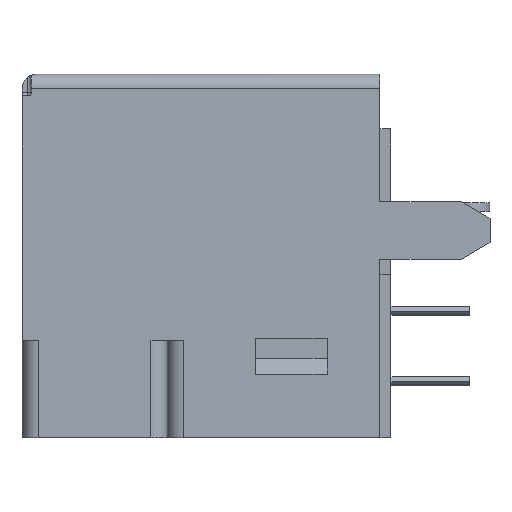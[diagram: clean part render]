
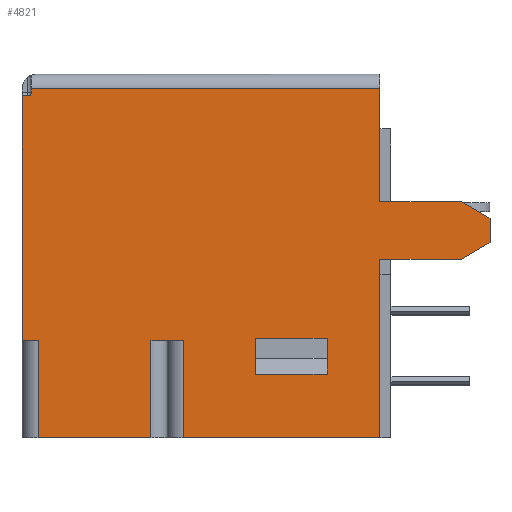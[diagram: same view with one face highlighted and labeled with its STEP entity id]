
A CAD part, left-side view. The second image highlights one B-rep face of the part: STEP entity #4821.
In plain terms, the highlighted planar face has unit normal (-1, 0, 0).
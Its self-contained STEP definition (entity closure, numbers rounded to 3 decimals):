
#134=DIRECTION('',(0.,0.,-1.));
#135=VECTOR('',#134,1.27);
#136=CARTESIAN_POINT('',(-7.,-4.267,-9.312));
#137=LINE('',#136,#135);
#138=DIRECTION('',(0.,1.,0.));
#139=VECTOR('',#138,2.54);
#140=CARTESIAN_POINT('',(-7.,-4.267,-9.312));
#141=LINE('',#140,#139);
#142=DIRECTION('',(0.,0.,-1.));
#143=VECTOR('',#142,1.27);
#144=CARTESIAN_POINT('',(-7.,-1.727,-9.312));
#145=LINE('',#144,#143);
#146=DIRECTION('',(0.,1.,0.));
#147=VECTOR('',#146,2.54);
#148=CARTESIAN_POINT('',(-7.,-4.267,-10.582));
#149=LINE('',#148,#147);
#150=DIRECTION('',(0.,1.,0.));
#151=VECTOR('',#150,12.299);
#152=CARTESIAN_POINT('',(-7.,-6.126,-0.508));
#153=LINE('',#152,#151);
#154=DIRECTION('',(0.,-1.,0.));
#155=VECTOR('',#154,2.87);
#156=CARTESIAN_POINT('',(-7.,-6.126,-4.496));
#157=LINE('',#156,#155);
#158=DIRECTION('',(0.,-0.866,-0.5));
#159=VECTOR('',#158,1.173);
#160=CARTESIAN_POINT('',(-7.,-8.997,-4.496));
#161=LINE('',#160,#159);
#162=DIRECTION('',(0.,0.,-1.));
#163=VECTOR('',#162,0.859);
#164=CARTESIAN_POINT('',(-7.,-10.013,-5.082));
#165=LINE('',#164,#163);
#166=DIRECTION('',(0.,0.866,-0.5));
#167=VECTOR('',#166,1.173);
#168=CARTESIAN_POINT('',(-7.,-10.013,-5.941));
#169=LINE('',#168,#167);
#170=DIRECTION('',(0.,1.,0.));
#171=VECTOR('',#170,2.87);
#172=CARTESIAN_POINT('',(-7.,-8.997,-6.528));
#173=LINE('',#172,#171);
#174=DIRECTION('',(0.,1.,0.));
#175=VECTOR('',#174,6.929);
#176=CARTESIAN_POINT('',(-7.,-6.126,-12.827));
#177=LINE('',#176,#175);
#178=DIRECTION('',(0.,0.,-1.));
#179=VECTOR('',#178,3.429);
#180=CARTESIAN_POINT('',(-7.,0.803,-9.398));
#181=LINE('',#180,#179);
#182=DIRECTION('',(0.,1.,0.));
#183=VECTOR('',#182,1.148);
#184=CARTESIAN_POINT('',(-7.,0.803,-9.398));
#185=LINE('',#184,#183);
#186=DIRECTION('',(0.,0.,-1.));
#187=VECTOR('',#186,3.429);
#188=CARTESIAN_POINT('',(-7.,1.951,-9.398));
#189=LINE('',#188,#187);
#190=DIRECTION('',(0.,1.,0.));
#191=VECTOR('',#190,3.978);
#192=CARTESIAN_POINT('',(-7.,1.951,-12.827));
#193=LINE('',#192,#191);
#194=DIRECTION('',(0.,0.,-1.));
#195=VECTOR('',#194,3.429);
#196=CARTESIAN_POINT('',(-7.,5.928,-9.398));
#197=LINE('',#196,#195);
#198=DIRECTION('',(0.,-1.,0.));
#199=VECTOR('',#198,0.574);
#200=CARTESIAN_POINT('',(-7.,6.502,-9.398));
#201=LINE('',#200,#199);
#202=DIRECTION('',(0.,0.,1.));
#203=VECTOR('',#202,8.636);
#204=CARTESIAN_POINT('',(-7.,6.502,-9.398));
#205=LINE('',#204,#203);
#206=DIRECTION('',(0.,-1.,0.));
#207=VECTOR('',#206,0.203);
#208=CARTESIAN_POINT('',(-7.,6.502,-0.762));
#209=LINE('',#208,#207);
#210=DIRECTION('',(0.,0.,-1.));
#211=VECTOR('',#210,0.127);
#212=CARTESIAN_POINT('',(-7.,6.172,-0.508));
#213=LINE('',#212,#211);
#270=CARTESIAN_POINT('',(-7.,6.299,-0.635));
#271=DIRECTION('',(1.,0.,0.));
#272=DIRECTION('',(0.,-1.,0.));
#273=AXIS2_PLACEMENT_3D('',#270,#271,#272);
#601=DIRECTION('',(0.,0.,1.));
#602=VECTOR('',#601,6.299);
#603=CARTESIAN_POINT('',(-7.,-6.126,-12.827));
#604=LINE('',#603,#602);
#617=DIRECTION('',(0.,0.,1.));
#618=VECTOR('',#617,3.988);
#619=CARTESIAN_POINT('',(-7.,-6.126,-4.496));
#620=LINE('',#619,#618);
#3819=CARTESIAN_POINT('',(-7.,-6.126,-12.827));
#3820=VERTEX_POINT('',#3819);
#3887=CARTESIAN_POINT('',(-7.,0.803,-9.398));
#3888=CARTESIAN_POINT('',(-7.,1.951,-9.398));
#3889=VERTEX_POINT('',#3887);
#3890=VERTEX_POINT('',#3888);
#3891=CARTESIAN_POINT('',(-7.,0.803,-12.827));
#3892=VERTEX_POINT('',#3891);
#3893=CARTESIAN_POINT('',(-7.,1.951,-12.827));
#3894=VERTEX_POINT('',#3893);
#3947=CARTESIAN_POINT('',(-7.,-8.997,-4.496));
#3948=CARTESIAN_POINT('',(-7.,-10.013,-5.082));
#3949=VERTEX_POINT('',#3947);
#3950=VERTEX_POINT('',#3948);
#3951=CARTESIAN_POINT('',(-7.,-10.013,-5.941));
#3952=VERTEX_POINT('',#3951);
#3953=CARTESIAN_POINT('',(-7.,-8.997,-6.528));
#3954=VERTEX_POINT('',#3953);
#3963=CARTESIAN_POINT('',(-7.,-6.126,-4.496));
#3964=VERTEX_POINT('',#3963);
#3965=CARTESIAN_POINT('',(-7.,-6.126,-6.528));
#3966=VERTEX_POINT('',#3965);
#4037=CARTESIAN_POINT('',(-7.,6.502,-9.398));
#4038=CARTESIAN_POINT('',(-7.,5.928,-9.398));
#4039=VERTEX_POINT('',#4037);
#4040=VERTEX_POINT('',#4038);
#4041=CARTESIAN_POINT('',(-7.,5.928,-12.827));
#4042=VERTEX_POINT('',#4041);
#4057=CARTESIAN_POINT('',(-7.,6.502,-0.762));
#4058=VERTEX_POINT('',#4057);
#4062=CARTESIAN_POINT('',(-7.,6.299,-0.762));
#4064=VERTEX_POINT('',#4062);
#4066=CARTESIAN_POINT('',(-7.,6.172,-0.635));
#4068=VERTEX_POINT('',#4066);
#4110=CARTESIAN_POINT('',(-7.,6.172,-0.508));
#4112=VERTEX_POINT('',#4110);
#4116=CARTESIAN_POINT('',(-7.,-6.126,-0.508));
#4117=VERTEX_POINT('',#4116);
#4302=CARTESIAN_POINT('',(-7.,-4.267,-10.582));
#4304=VERTEX_POINT('',#4302);
#4306=CARTESIAN_POINT('',(-7.,-1.727,-10.582));
#4308=VERTEX_POINT('',#4306);
#4314=CARTESIAN_POINT('',(-7.,-4.267,-9.312));
#4315=VERTEX_POINT('',#4314);
#4316=CARTESIAN_POINT('',(-7.,-1.727,-9.312));
#4317=VERTEX_POINT('',#4316);
#4766=CARTESIAN_POINT('',(-7.,0.,0.));
#4767=DIRECTION('',(1.,0.,0.));
#4768=DIRECTION('',(0.,-1.,0.));
#4769=AXIS2_PLACEMENT_3D('',#4766,#4767,#4768);
#4770=PLANE('',#4769);
#4772=ORIENTED_EDGE('',*,*,#4771,.F.);
#4774=ORIENTED_EDGE('',*,*,#4773,.F.);
#4776=ORIENTED_EDGE('',*,*,#4775,.T.);
#4778=ORIENTED_EDGE('',*,*,#4777,.T.);
#4780=ORIENTED_EDGE('',*,*,#4779,.T.);
#4782=ORIENTED_EDGE('',*,*,#4781,.T.);
#4784=ORIENTED_EDGE('',*,*,#4783,.T.);
#4786=ORIENTED_EDGE('',*,*,#4785,.F.);
#4788=ORIENTED_EDGE('',*,*,#4787,.T.);
#4790=ORIENTED_EDGE('',*,*,#4789,.F.);
#4792=ORIENTED_EDGE('',*,*,#4791,.T.);
#4794=ORIENTED_EDGE('',*,*,#4793,.T.);
#4796=ORIENTED_EDGE('',*,*,#4795,.T.);
#4798=ORIENTED_EDGE('',*,*,#4797,.F.);
#4800=ORIENTED_EDGE('',*,*,#4799,.F.);
#4802=ORIENTED_EDGE('',*,*,#4801,.T.);
#4804=ORIENTED_EDGE('',*,*,#4803,.T.);
#4806=ORIENTED_EDGE('',*,*,#4805,.F.);
#4808=ORIENTED_EDGE('',*,*,#4807,.F.);
#4809=EDGE_LOOP('',(#4772,#4774,#4776,#4778,#4780,#4782,#4784,#4786,#4788,#4790,
#4792,#4794,#4796,#4798,#4800,#4802,#4804,#4806,#4808));
#4810=FACE_OUTER_BOUND('',#4809,.F.);
#4812=ORIENTED_EDGE('',*,*,#4811,.F.);
#4814=ORIENTED_EDGE('',*,*,#4813,.T.);
#4816=ORIENTED_EDGE('',*,*,#4815,.T.);
#4818=ORIENTED_EDGE('',*,*,#4817,.F.);
#4819=EDGE_LOOP('',(#4812,#4814,#4816,#4818));
#4820=FACE_BOUND('',#4819,.F.);
#274=CIRCLE('',#273,0.127);
#4771=EDGE_CURVE('',#4117,#4112,#153,.T.);
#4773=EDGE_CURVE('',#3964,#4117,#620,.T.);
#4775=EDGE_CURVE('',#3964,#3949,#157,.T.);
#4777=EDGE_CURVE('',#3949,#3950,#161,.T.);
#4779=EDGE_CURVE('',#3950,#3952,#165,.T.);
#4781=EDGE_CURVE('',#3952,#3954,#169,.T.);
#4783=EDGE_CURVE('',#3954,#3966,#173,.T.);
#4785=EDGE_CURVE('',#3820,#3966,#604,.T.);
#4787=EDGE_CURVE('',#3820,#3892,#177,.T.);
#4789=EDGE_CURVE('',#3889,#3892,#181,.T.);
#4791=EDGE_CURVE('',#3889,#3890,#185,.T.);
#4793=EDGE_CURVE('',#3890,#3894,#189,.T.);
#4795=EDGE_CURVE('',#3894,#4042,#193,.T.);
#4797=EDGE_CURVE('',#4040,#4042,#197,.T.);
#4799=EDGE_CURVE('',#4039,#4040,#201,.T.);
#4801=EDGE_CURVE('',#4039,#4058,#205,.T.);
#4803=EDGE_CURVE('',#4058,#4064,#209,.T.);
#4805=EDGE_CURVE('',#4068,#4064,#274,.T.);
#4807=EDGE_CURVE('',#4112,#4068,#213,.T.);
#4811=EDGE_CURVE('',#4315,#4304,#137,.T.);
#4813=EDGE_CURVE('',#4315,#4317,#141,.T.);
#4815=EDGE_CURVE('',#4317,#4308,#145,.T.);
#4817=EDGE_CURVE('',#4304,#4308,#149,.T.);
#4821=ADVANCED_FACE('',(#4810,#4820),#4770,.F.);
